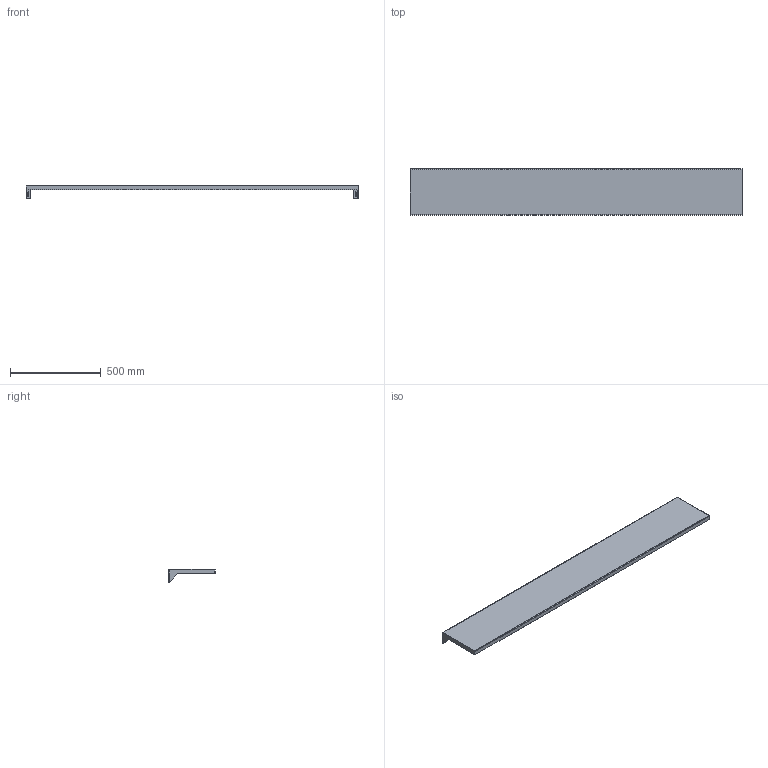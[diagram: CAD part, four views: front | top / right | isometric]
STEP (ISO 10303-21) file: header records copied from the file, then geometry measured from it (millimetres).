
FILE_DESCRIPTION (( 'STEP AP214' ), '1' );
FILE_NAME ('SCE-1472W.STEP', '2021-01-23T16:49:51', ( '' ), ( '' ), 'SwSTEP 2.0', 'SolidWorks 2019', '' );
FILE_SCHEMA (( 'AUTOMOTIVE_DESIGN' ));
Length unit declared in the file: inch
Products named in the file (1): SCE-1472W
Bounding box: 1828.8 x 254 x 76.2 mm (x, y, z)
Volume: 717176.8 mm3; surface area: 1134934 mm2
Topology: 1 solids, 1 shells, 49 faces, 141 edges, 94 vertices
Faces by surface type: plane 28, cylinder 19, bspline 2
Full cylindrical faces by diameter (mm): 7.137 x9
Entity records: 2366 total; most frequent: CARTESIAN_POINT 371, ORIENTED_EDGE 264, DIRECTION 260, EDGE_CURVE 132, VERTEX_POINT 94, LINE 88, VECTOR 88, AXIS2_PLACEMENT_3D 86
